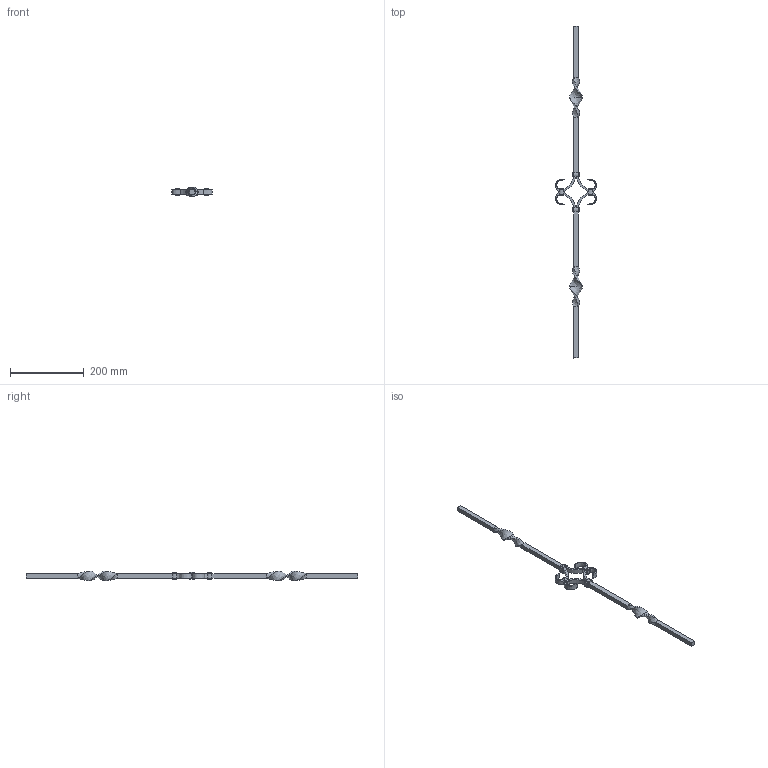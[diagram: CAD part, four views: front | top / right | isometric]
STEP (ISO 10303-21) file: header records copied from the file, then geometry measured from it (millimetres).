
FILE_DESCRIPTION (( 'STEP AP203' ), '1' );
FILE_NAME ('1221.STEP', '2023-06-19T07:42:23', ( '' ), ( '' ), 'SwSTEP 2.0', 'SolidWorks 2018', '' );
FILE_SCHEMA (( 'CONFIG_CONTROL_DESIGN' ));
Length unit declared in the file: millimetre
Products named in the file (1): 1221
Bounding box: 110.29 x 900 x 26.76 mm (x, y, z)
Volume: 153335.7 mm3; surface area: 65453.9 mm2
Topology: 3 solids, 3 shells, 860 faces, 1972 edges, 1116 vertices
Faces by surface type: plane 352, cylinder 244, torus 144, bspline 120
Entity records: 31803 total; most frequent: CARTESIAN_POINT 13055, ORIENTED_EDGE 3944, DIRECTION 3774, EDGE_CURVE 1972, AXIS2_PLACEMENT_3D 1353, VERTEX_POINT 1116, VECTOR 1068, LINE 1068
